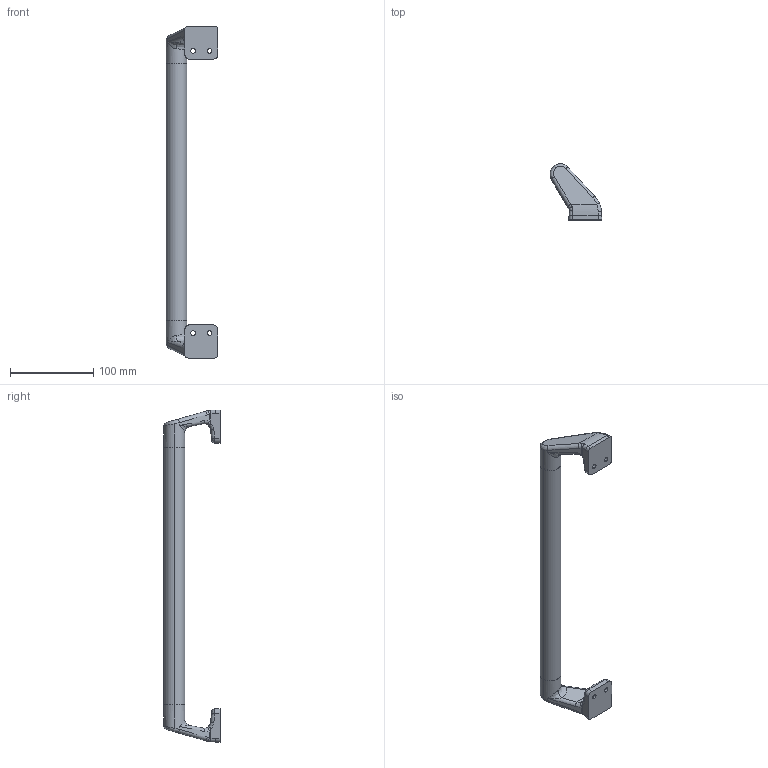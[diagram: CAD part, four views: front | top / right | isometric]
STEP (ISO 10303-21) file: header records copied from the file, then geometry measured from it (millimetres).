
FILE_DESCRIPTION (( 'STEP AP203' ), '1' );
FILE_NAME ('A-223-2_.STEP', '2008-09-18T12:02:36', ( ' ' ), ( ' ' ), 'SwSTEP 2.0', 'SolidWorks 2007', '' );
FILE_SCHEMA (( 'CONFIG_CONTROL_DESIGN' ));
Length unit declared in the file: millimetre
Products named in the file (4): A-223-2_; A-223僄儞僪僽儔働僢僩R_岞_僄儞僪僽儔働僢僩R; A-223僄儞僪僽儔働僢僩L_岞_僄儞僪僽儔働僢僩L; A-223-1乣8曐岇朹_曐岇朹-2
Assembly tree (3 placements, depth 2):
  A-223-2_
    A-223僄儞僪僽儔働僢僩L_岞_僄儞僪僽儔働僢僩L
    A-223僄儞僪僽儔働僢僩R_岞_僄儞僪僽儔働僢僩R
    A-223-1乣8曐岇朹_曐岇朹-2
Bounding box: 62.5 x 67.5 x 400 mm (x, y, z)
Volume: 178937.8 mm3; surface area: 77679.8 mm2
Topology: 3 solids, 3 shells, 217 faces, 551 edges, 342 vertices
Faces by surface type: cylinder 77, cone 48, plane 46, bspline 46
Entity records: 8927 total; most frequent: CARTESIAN_POINT 3544, ORIENTED_EDGE 1094, DIRECTION 1015, EDGE_CURVE 547, AXIS2_PLACEMENT_3D 401, VERTEX_POINT 342, EDGE_LOOP 233, CIRCLE 224
